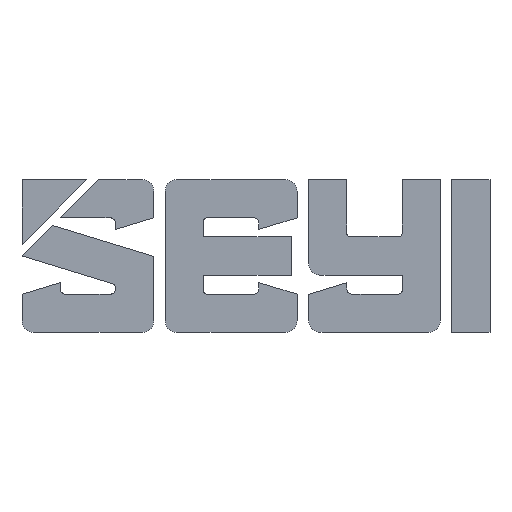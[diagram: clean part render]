
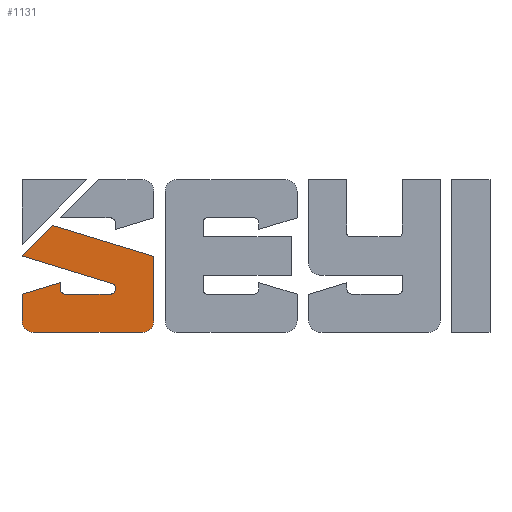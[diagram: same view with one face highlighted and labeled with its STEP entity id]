
A CAD part, top view. The second image highlights one B-rep face of the part: STEP entity #1131.
In plain terms, the highlighted planar face has unit normal (0, 0, 1).
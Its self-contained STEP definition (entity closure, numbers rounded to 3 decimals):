
#6 = CARTESIAN_POINT ( 'NONE',  ( 13.224, 13.224, 4.249 ) ) ;
#30 = VERTEX_POINT ( 'NONE', #2500 ) ;
#55 = DIRECTION ( 'NONE',  ( 0., 1., 0. ) ) ;
#65 = ORIENTED_EDGE ( 'NONE', *, *, #1361, .T. ) ;
#87 = EDGE_CURVE ( 'NONE', #2551, #30, #409, .T. ) ;
#91 = LINE ( 'NONE', #1054, #1470 ) ;
#106 = CARTESIAN_POINT ( 'NONE',  ( 44.082, 50.44, 4.249 ) ) ;
#134 = CARTESIAN_POINT ( 'NONE',  ( 0., 13.224, 4.249 ) ) ;
#167 = VERTEX_POINT ( 'NONE', #506 ) ;
#175 = CARTESIAN_POINT ( 'NONE',  ( 50.44, 44.082, 4.249 ) ) ;
#179 = DIRECTION ( 'NONE',  ( -0.956, -0.292, 0. ) ) ;
#194 = ORIENTED_EDGE ( 'NONE', *, *, #1219, .T. ) ;
#199 = AXIS2_PLACEMENT_3D ( 'NONE', #1964, #1975, #2585 ) ;
#202 = CARTESIAN_POINT ( 'NONE',  ( 35.303, 123.466, 4.249 ) ) ;
#216 = VECTOR ( 'NONE', #2254, 1000. ) ;
#257 = CARTESIAN_POINT ( 'NONE',  ( 101.642, 50.44, 4.249 ) ) ;
#318 = ORIENTED_EDGE ( 'NONE', *, *, #2477, .T. ) ;
#355 = AXIS2_PLACEMENT_3D ( 'NONE', #1286, #681, #1917 ) ;
#404 = EDGE_LOOP ( 'NONE', ( #2269, #621, #1512, #318, #194, #871, #2566, #1076, #1913, #1819, #1652, #1926, #65 ) ) ;
#409 = CIRCLE ( 'NONE', #355, 13.224 ) ;
#426 = DIRECTION ( 'NONE',  ( 0., 1., 0. ) ) ;
#482 = AXIS2_PLACEMENT_3D ( 'NONE', #2263, #1866, #642 ) ;
#506 = CARTESIAN_POINT ( 'NONE',  ( 0., 13.224, 4.249 ) ) ;
#530 = LINE ( 'NONE', #175, #1722 ) ;
#548 = CARTESIAN_POINT ( 'NONE',  ( 35.303, 123.466, 4.249 ) ) ;
#595 = DIRECTION ( 'NONE',  ( -1., 0., 0. ) ) ;
#621 = ORIENTED_EDGE ( 'NONE', *, *, #2636, .T. ) ;
#642 = DIRECTION ( 'NONE',  ( 1., 0., 0. ) ) ;
#649 = EDGE_CURVE ( 'NONE', #972, #2551, #821, .T. ) ;
#681 = DIRECTION ( 'NONE',  ( 0., 0., 1. ) ) ;
#698 = DIRECTION ( 'NONE',  ( 1., 0., 0. ) ) ;
#702 = CARTESIAN_POINT ( 'NONE',  ( 13.224, 0., 4.249 ) ) ;
#707 = VERTEX_POINT ( 'NONE', #1140 ) ;
#711 = VERTEX_POINT ( 'NONE', #2128 ) ;
#729 = VECTOR ( 'NONE', #179, 1000. ) ;
#759 = CIRCLE ( 'NONE', #1212, 6.358 ) ;
#802 = LINE ( 'NONE', #2312, #1596 ) ;
#821 = LINE ( 'NONE', #2317, #1164 ) ;
#864 = VERTEX_POINT ( 'NONE', #2505 ) ;
#871 = ORIENTED_EDGE ( 'NONE', *, *, #1415, .T. ) ;
#877 = DIRECTION ( 'NONE',  ( 1., 0., 0. ) ) ;
#893 = AXIS2_PLACEMENT_3D ( 'NONE', #6, #2459, #595 ) ;
#923 = LINE ( 'NONE', #981, #2460 ) ;
#938 = DIRECTION ( 'NONE',  ( -0.707, -0.707, 0. ) ) ;
#972 = VERTEX_POINT ( 'NONE', #702 ) ;
#981 = CARTESIAN_POINT ( 'NONE',  ( 44.082, 57.559, 4.249 ) ) ;
#999 = VERTEX_POINT ( 'NONE', #106 ) ;
#1054 = CARTESIAN_POINT ( 'NONE',  ( 152.081, 87.763, 4.249 ) ) ;
#1076 = ORIENTED_EDGE ( 'NONE', *, *, #1628, .T. ) ;
#1131 = ADVANCED_FACE ( 'NONE', ( #1191 ), #1562, .F. ) ;
#1140 = CARTESIAN_POINT ( 'NONE',  ( 44.082, 57.559, 4.249 ) ) ;
#1164 = VECTOR ( 'NONE', #698, 1000. ) ;
#1191 = FACE_OUTER_BOUND ( 'NONE', #404, .T. ) ;
#1212 = AXIS2_PLACEMENT_3D ( 'NONE', #257, #1672, #877 ) ;
#1215 = EDGE_CURVE ( 'NONE', #167, #972, #1264, .T. ) ;
#1219 = EDGE_CURVE ( 'NONE', #711, #864, #530, .T. ) ;
#1264 = CIRCLE ( 'NONE', #893, 13.224 ) ;
#1278 = LINE ( 'NONE', #1413, #729 ) ;
#1286 = CARTESIAN_POINT ( 'NONE',  ( 138.857, 13.224, 4.249 ) ) ;
#1361 = EDGE_CURVE ( 'NONE', #30, #2350, #91, .T. ) ;
#1368 = LINE ( 'NONE', #202, #216 ) ;
#1408 = CARTESIAN_POINT ( 'NONE',  ( 152.081, 87.763, 4.249 ) ) ;
#1413 = CARTESIAN_POINT ( 'NONE',  ( 0., 44.082, 4.249 ) ) ;
#1415 = EDGE_CURVE ( 'NONE', #864, #999, #1912, .T. ) ;
#1470 = VECTOR ( 'NONE', #55, 1000. ) ;
#1496 = EDGE_CURVE ( 'NONE', #2480, #2445, #802, .T. ) ;
#1512 = ORIENTED_EDGE ( 'NONE', *, *, #1496, .T. ) ;
#1562 = PLANE ( 'NONE',  #199 ) ;
#1571 = DIRECTION ( 'NONE',  ( 0., -1., 0. ) ) ;
#1596 = VECTOR ( 'NONE', #2298, 1000. ) ;
#1628 = EDGE_CURVE ( 'NONE', #707, #2644, #1278, .T. ) ;
#1652 = ORIENTED_EDGE ( 'NONE', *, *, #649, .T. ) ;
#1672 = DIRECTION ( 'NONE',  ( 0., 0., -1. ) ) ;
#1713 = LINE ( 'NONE', #1965, #2236 ) ;
#1722 = VECTOR ( 'NONE', #2034, 1000. ) ;
#1749 = CARTESIAN_POINT ( 'NONE',  ( 0., 44.082, 4.249 ) ) ;
#1766 = CARTESIAN_POINT ( 'NONE',  ( 138.857, 0., 4.249 ) ) ;
#1819 = ORIENTED_EDGE ( 'NONE', *, *, #1215, .T. ) ;
#1866 = DIRECTION ( 'NONE',  ( 0., 0., -1. ) ) ;
#1912 = CIRCLE ( 'NONE', #482, 6.358 ) ;
#1913 = ORIENTED_EDGE ( 'NONE', *, *, #2596, .T. ) ;
#1917 = DIRECTION ( 'NONE',  ( -1., 0., 0. ) ) ;
#1926 = ORIENTED_EDGE ( 'NONE', *, *, #87, .T. ) ;
#1964 = CARTESIAN_POINT ( 'NONE',  ( 138.857, 13.224, 4.249 ) ) ;
#1965 = CARTESIAN_POINT ( 'NONE',  ( 35.303, 123.466, 4.249 ) ) ;
#1975 = DIRECTION ( 'NONE',  ( 0., 0., -1. ) ) ;
#1978 = EDGE_CURVE ( 'NONE', #999, #707, #923, .T. ) ;
#1982 = EDGE_CURVE ( 'NONE', #2350, #2576, #1368, .T. ) ;
#2034 = DIRECTION ( 'NONE',  ( -1., 0., 0. ) ) ;
#2092 = CARTESIAN_POINT ( 'NONE',  ( 0., 88.163, 4.249 ) ) ;
#2128 = CARTESIAN_POINT ( 'NONE',  ( 101.642, 44.082, 4.249 ) ) ;
#2236 = VECTOR ( 'NONE', #938, 1000. ) ;
#2254 = DIRECTION ( 'NONE',  ( -0.956, 0.292, 0. ) ) ;
#2263 = CARTESIAN_POINT ( 'NONE',  ( 50.44, 50.44, 4.249 ) ) ;
#2264 = LINE ( 'NONE', #134, #2593 ) ;
#2269 = ORIENTED_EDGE ( 'NONE', *, *, #1982, .T. ) ;
#2298 = DIRECTION ( 'NONE',  ( 0.956, -0.292, 0. ) ) ;
#2301 = CARTESIAN_POINT ( 'NONE',  ( 103.501, 56.52, 4.249 ) ) ;
#2312 = CARTESIAN_POINT ( 'NONE',  ( 103.501, 56.52, 4.249 ) ) ;
#2317 = CARTESIAN_POINT ( 'NONE',  ( 138.857, 0., 4.249 ) ) ;
#2350 = VERTEX_POINT ( 'NONE', #1408 ) ;
#2445 = VERTEX_POINT ( 'NONE', #2301 ) ;
#2459 = DIRECTION ( 'NONE',  ( 0., 0., 1. ) ) ;
#2460 = VECTOR ( 'NONE', #426, 1000. ) ;
#2477 = EDGE_CURVE ( 'NONE', #2445, #711, #759, .T. ) ;
#2480 = VERTEX_POINT ( 'NONE', #2092 ) ;
#2500 = CARTESIAN_POINT ( 'NONE',  ( 152.081, 13.224, 4.249 ) ) ;
#2505 = CARTESIAN_POINT ( 'NONE',  ( 50.44, 44.082, 4.249 ) ) ;
#2551 = VERTEX_POINT ( 'NONE', #1766 ) ;
#2566 = ORIENTED_EDGE ( 'NONE', *, *, #1978, .T. ) ;
#2576 = VERTEX_POINT ( 'NONE', #548 ) ;
#2585 = DIRECTION ( 'NONE',  ( -1., 0., 0. ) ) ;
#2593 = VECTOR ( 'NONE', #1571, 1000. ) ;
#2596 = EDGE_CURVE ( 'NONE', #2644, #167, #2264, .T. ) ;
#2636 = EDGE_CURVE ( 'NONE', #2576, #2480, #1713, .T. ) ;
#2644 = VERTEX_POINT ( 'NONE', #1749 ) ;
